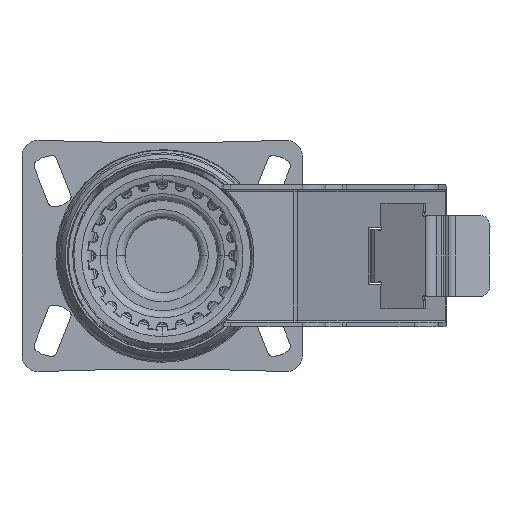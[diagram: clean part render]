
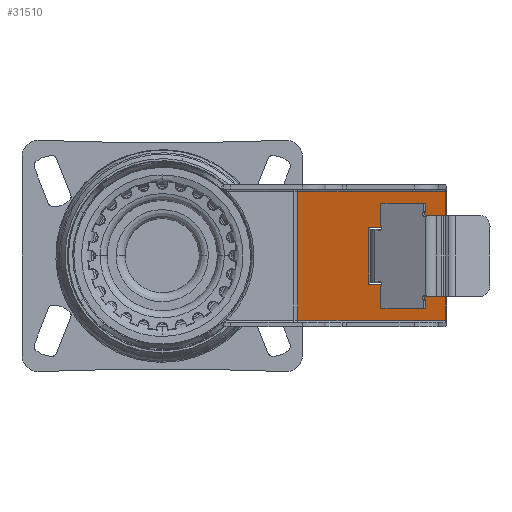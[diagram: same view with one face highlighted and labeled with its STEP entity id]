
A CAD part, front view. The second image highlights one B-rep face of the part: STEP entity #31510.
In plain terms, the highlighted planar face has unit normal (-0.251, -0.968, 0).
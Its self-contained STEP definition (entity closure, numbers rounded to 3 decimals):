
#306 = CARTESIAN_POINT ( 'NONE',  ( 161.234, -47.606, 29.634 ) ) ;
#508 = EDGE_CURVE ( 'NONE', #6548, #29898, #21292, .T. ) ;
#528 = CARTESIAN_POINT ( 'NONE',  ( 62.107, -21.89, 32.584 ) ) ;
#675 = ORIENTED_EDGE ( 'NONE', *, *, #30023, .T. ) ;
#697 = LINE ( 'NONE', #528, #23369 ) ;
#734 = PLANE ( 'NONE',  #9824 ) ;
#2421 = LINE ( 'NONE', #12291, #11836 ) ;
#2923 = DIRECTION ( 'NONE',  ( 0., 0., 1. ) ) ;
#3036 = LINE ( 'NONE', #27988, #24769 ) ;
#3135 = VERTEX_POINT ( 'NONE', #9441 ) ;
#6548 = VERTEX_POINT ( 'NONE', #12313 ) ;
#7039 = VECTOR ( 'NONE', #2923, 1000. ) ;
#7109 = ORIENTED_EDGE ( 'NONE', *, *, #508, .T. ) ;
#7332 = DIRECTION ( 'NONE',  ( 0., 0., -1. ) ) ;
#7734 = DIRECTION ( 'NONE',  ( -0.968, 0.251, 0. ) ) ;
#8379 = DIRECTION ( 'NONE',  ( 0., 0., -1. ) ) ;
#8998 = CARTESIAN_POINT ( 'NONE',  ( 133.26, -40.349, -12.916 ) ) ;
#9091 = EDGE_CURVE ( 'NONE', #22882, #3135, #27548, .T. ) ;
#9200 = CARTESIAN_POINT ( 'NONE',  ( 94.694, -30.344, -12.916 ) ) ;
#9412 = CARTESIAN_POINT ( 'NONE',  ( 122.765, -37.626, 13.184 ) ) ;
#9436 = EDGE_CURVE ( 'NONE', #3135, #15734, #27042, .T. ) ;
#9441 = CARTESIAN_POINT ( 'NONE',  ( 129.872, -39.47, 29.634 ) ) ;
#9795 = CARTESIAN_POINT ( 'NONE',  ( 133.26, -40.349, 13.184 ) ) ;
#9824 = AXIS2_PLACEMENT_3D ( 'NONE', #17733, #23062, #15451 ) ;
#11797 = ORIENTED_EDGE ( 'NONE', *, *, #17569, .T. ) ;
#11836 = VECTOR ( 'NONE', #22813, 1000. ) ;
#11877 = VERTEX_POINT ( 'NONE', #17834 ) ;
#12033 = EDGE_CURVE ( 'NONE', #20093, #22882, #30615, .T. ) ;
#12153 = ORIENTED_EDGE ( 'NONE', *, *, #12033, .T. ) ;
#12291 = CARTESIAN_POINT ( 'NONE',  ( 94.694, -30.344, 32.584 ) ) ;
#12313 = CARTESIAN_POINT ( 'NONE',  ( 122.765, -37.626, -12.916 ) ) ;
#12474 = CARTESIAN_POINT ( 'NONE',  ( 129.872, -39.47, 36.434 ) ) ;
#13168 = CARTESIAN_POINT ( 'NONE',  ( 129.872, -39.47, -29.366 ) ) ;
#13508 = FACE_BOUND ( 'NONE', #29709, .T. ) ;
#15052 = ORIENTED_EDGE ( 'NONE', *, *, #9436, .T. ) ;
#15451 = DIRECTION ( 'NONE',  ( -0.968, 0.251, 0. ) ) ;
#15722 = CARTESIAN_POINT ( 'NONE',  ( 58.719, -21.011, -29.366 ) ) ;
#15734 = VERTEX_POINT ( 'NONE', #26070 ) ;
#16659 = VECTOR ( 'NONE', #19352, 1000. ) ;
#17569 = EDGE_CURVE ( 'NONE', #15734, #20093, #697, .T. ) ;
#17601 = ORIENTED_EDGE ( 'NONE', *, *, #18383, .T. ) ;
#17733 = CARTESIAN_POINT ( 'NONE',  ( 133.26, -40.349, 32.584 ) ) ;
#17834 = CARTESIAN_POINT ( 'NONE',  ( 94.694, -30.344, 13.184 ) ) ;
#18383 = EDGE_CURVE ( 'NONE', #11877, #23803, #19520, .T. ) ;
#18617 = DIRECTION ( 'NONE',  ( 0.968, -0.251, 0. ) ) ;
#19352 = DIRECTION ( 'NONE',  ( -0.968, 0.251, 0. ) ) ;
#19520 = LINE ( 'NONE', #9795, #23851 ) ;
#19682 = DIRECTION ( 'NONE',  ( 0.968, -0.251, 0. ) ) ;
#20093 = VERTEX_POINT ( 'NONE', #32050 ) ;
#21288 = VECTOR ( 'NONE', #7734, 1000. ) ;
#21292 = LINE ( 'NONE', #8998, #16659 ) ;
#22813 = DIRECTION ( 'NONE',  ( 0., 0., 1. ) ) ;
#22882 = VERTEX_POINT ( 'NONE', #13168 ) ;
#23062 = DIRECTION ( 'NONE',  ( -0.251, -0.968, 0. ) ) ;
#23369 = VECTOR ( 'NONE', #7332, 1000. ) ;
#23803 = VERTEX_POINT ( 'NONE', #9412 ) ;
#23851 = VECTOR ( 'NONE', #19682, 1000. ) ;
#24537 = EDGE_LOOP ( 'NONE', ( #11797, #12153, #29791, #15052 ) ) ;
#24769 = VECTOR ( 'NONE', #8379, 1000. ) ;
#26070 = CARTESIAN_POINT ( 'NONE',  ( 62.107, -21.89, 29.634 ) ) ;
#27042 = LINE ( 'NONE', #306, #21288 ) ;
#27548 = LINE ( 'NONE', #12474, #7039 ) ;
#27779 = FACE_OUTER_BOUND ( 'NONE', #24537, .T. ) ;
#27988 = CARTESIAN_POINT ( 'NONE',  ( 122.765, -37.626, 32.584 ) ) ;
#29138 = ORIENTED_EDGE ( 'NONE', *, *, #30370, .T. ) ;
#29709 = EDGE_LOOP ( 'NONE', ( #17601, #675, #7109, #29138 ) ) ;
#29791 = ORIENTED_EDGE ( 'NONE', *, *, #9091, .T. ) ;
#29898 = VERTEX_POINT ( 'NONE', #9200 ) ;
#30023 = EDGE_CURVE ( 'NONE', #23803, #6548, #3036, .T. ) ;
#30370 = EDGE_CURVE ( 'NONE', #29898, #11877, #2421, .T. ) ;
#30615 = LINE ( 'NONE', #15722, #32042 ) ;
#31510 = ADVANCED_FACE ( 'NONE', ( #13508, #27779 ), #734, .T. ) ;
#32042 = VECTOR ( 'NONE', #18617, 1000. ) ;
#32050 = CARTESIAN_POINT ( 'NONE',  ( 62.107, -21.89, -29.366 ) ) ;
